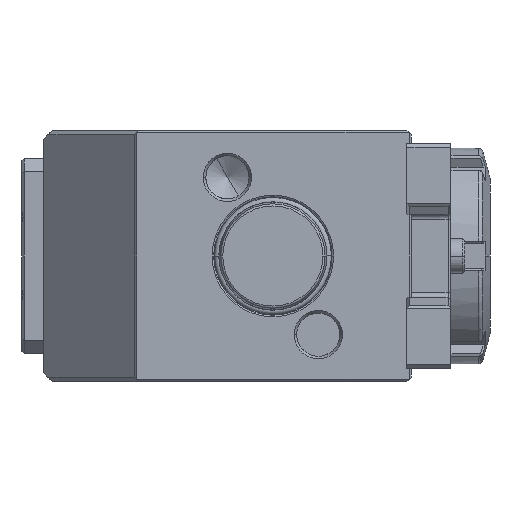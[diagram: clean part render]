
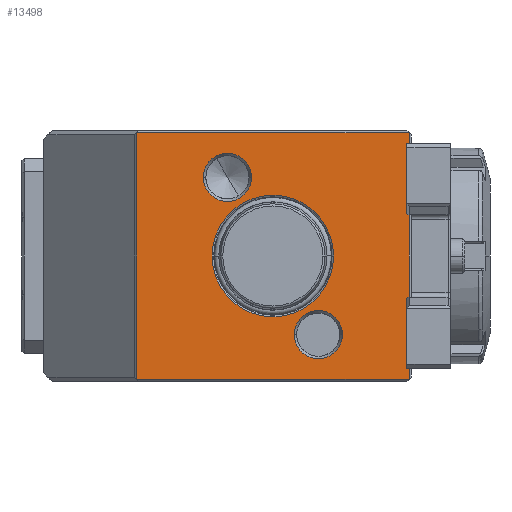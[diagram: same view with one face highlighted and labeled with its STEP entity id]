
A CAD part, left-side view. The second image highlights one B-rep face of the part: STEP entity #13498.
In plain terms, the highlighted planar face has unit normal (-1, 0, 0).
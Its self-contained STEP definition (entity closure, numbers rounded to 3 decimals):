
#3226=DIRECTION('',(0.,0.,-1.));
#3227=VECTOR('',#3226,57.);
#3228=CARTESIAN_POINT('',(-20.,31.5,28.5));
#3229=LINE('',#3228,#3227);
#3230=DIRECTION('',(0.,1.,0.));
#3231=VECTOR('',#3230,63.);
#3232=CARTESIAN_POINT('',(-20.,-31.5,28.5));
#3233=LINE('',#3232,#3231);
#3234=DIRECTION('',(0.,0.,1.));
#3235=VECTOR('',#3234,57.);
#3236=CARTESIAN_POINT('',(-20.,-31.5,-28.5));
#3237=LINE('',#3236,#3235);
#3238=DIRECTION('',(0.,-1.,0.));
#3239=VECTOR('',#3238,63.);
#3240=CARTESIAN_POINT('',(-20.,31.5,-28.5));
#3241=LINE('',#3240,#3239);
#3242=CARTESIAN_POINT('',(-20.,0.,0.));
#3243=DIRECTION('',(1.,0.,0.));
#3244=DIRECTION('',(0.,-1.,0.));
#3245=AXIS2_PLACEMENT_3D('',#3242,#3243,#3244);
#3247=CARTESIAN_POINT('',(-20.,0.,0.));
#3248=DIRECTION('',(1.,0.,0.));
#3249=DIRECTION('',(0.,1.,0.));
#3250=AXIS2_PLACEMENT_3D('',#3247,#3248,#3249);
#3252=CARTESIAN_POINT('',(-20.,10.5,18.187));
#3253=DIRECTION('',(1.,0.,0.));
#3254=DIRECTION('',(0.,-1.,0.));
#3255=AXIS2_PLACEMENT_3D('',#3252,#3253,#3254);
#3257=CARTESIAN_POINT('',(-20.,10.5,18.187));
#3258=DIRECTION('',(1.,0.,0.));
#3259=DIRECTION('',(0.,1.,0.));
#3260=AXIS2_PLACEMENT_3D('',#3257,#3258,#3259);
#3262=CARTESIAN_POINT('',(-20.,-10.5,-18.187));
#3263=DIRECTION('',(1.,0.,0.));
#3264=DIRECTION('',(0.,1.,0.));
#3265=AXIS2_PLACEMENT_3D('',#3262,#3263,#3264);
#3267=CARTESIAN_POINT('',(-20.,-10.5,-18.187));
#3268=DIRECTION('',(1.,0.,0.));
#3269=DIRECTION('',(0.,-1.,0.));
#3270=AXIS2_PLACEMENT_3D('',#3267,#3268,#3269);
#8573=CARTESIAN_POINT('',(-20.,31.5,28.5));
#8574=CARTESIAN_POINT('',(-20.,31.5,-28.5));
#8575=VERTEX_POINT('',#8573);
#8576=VERTEX_POINT('',#8574);
#8581=CARTESIAN_POINT('',(-20.,-31.5,-28.5));
#8582=VERTEX_POINT('',#8581);
#8589=CARTESIAN_POINT('',(-20.,-31.5,28.5));
#8590=VERTEX_POINT('',#8589);
#8605=CARTESIAN_POINT('',(-20.,-14.05,0.));
#8606=CARTESIAN_POINT('',(-20.,14.05,0.));
#8607=VERTEX_POINT('',#8605);
#8608=VERTEX_POINT('',#8606);
#8609=CARTESIAN_POINT('',(-20.,4.923,18.187));
#8610=CARTESIAN_POINT('',(-20.,16.077,18.187));
#8611=VERTEX_POINT('',#8609);
#8612=VERTEX_POINT('',#8610);
#8713=CARTESIAN_POINT('',(-20.,-4.923,-18.187));
#8714=CARTESIAN_POINT('',(-20.,-16.077,-18.187));
#8715=VERTEX_POINT('',#8713);
#8716=VERTEX_POINT('',#8714);
#13467=CARTESIAN_POINT('',(-20.,0.,0.));
#13468=DIRECTION('',(-1.,0.,0.));
#13469=DIRECTION('',(0.,1.,0.));
#13470=AXIS2_PLACEMENT_3D('',#13467,#13468,#13469);
#13471=PLANE('',#13470);
#13472=ORIENTED_EDGE('',*,*,#13461,.F.);
#13473=ORIENTED_EDGE('',*,*,#13201,.F.);
#13475=ORIENTED_EDGE('',*,*,#13474,.F.);
#13477=ORIENTED_EDGE('',*,*,#13476,.F.);
#13478=EDGE_LOOP('',(#13472,#13473,#13475,#13477));
#13479=FACE_OUTER_BOUND('',#13478,.F.);
#13481=ORIENTED_EDGE('',*,*,#13480,.F.);
#13483=ORIENTED_EDGE('',*,*,#13482,.F.);
#13484=EDGE_LOOP('',(#13481,#13483));
#13485=FACE_BOUND('',#13484,.F.);
#13487=ORIENTED_EDGE('',*,*,#13486,.F.);
#13489=ORIENTED_EDGE('',*,*,#13488,.F.);
#13490=EDGE_LOOP('',(#13487,#13489));
#13491=FACE_BOUND('',#13490,.F.);
#13493=ORIENTED_EDGE('',*,*,#13492,.F.);
#13495=ORIENTED_EDGE('',*,*,#13494,.F.);
#13496=EDGE_LOOP('',(#13493,#13495));
#13497=FACE_BOUND('',#13496,.F.);
#3246=CIRCLE('',#3245,14.05);
#3251=CIRCLE('',#3250,14.05);
#3256=CIRCLE('',#3255,5.577);
#3261=CIRCLE('',#3260,5.577);
#3266=CIRCLE('',#3265,5.577);
#3271=CIRCLE('',#3270,5.577);
#13201=EDGE_CURVE('',#8590,#8575,#3233,.T.);
#13461=EDGE_CURVE('',#8575,#8576,#3229,.T.);
#13474=EDGE_CURVE('',#8582,#8590,#3237,.T.);
#13476=EDGE_CURVE('',#8576,#8582,#3241,.T.);
#13480=EDGE_CURVE('',#8607,#8608,#3246,.T.);
#13482=EDGE_CURVE('',#8608,#8607,#3251,.T.);
#13486=EDGE_CURVE('',#8611,#8612,#3256,.T.);
#13488=EDGE_CURVE('',#8612,#8611,#3261,.T.);
#13492=EDGE_CURVE('',#8715,#8716,#3266,.T.);
#13494=EDGE_CURVE('',#8716,#8715,#3271,.T.);
#13498=ADVANCED_FACE('',(#13479,#13485,#13491,#13497),#13471,.T.);
